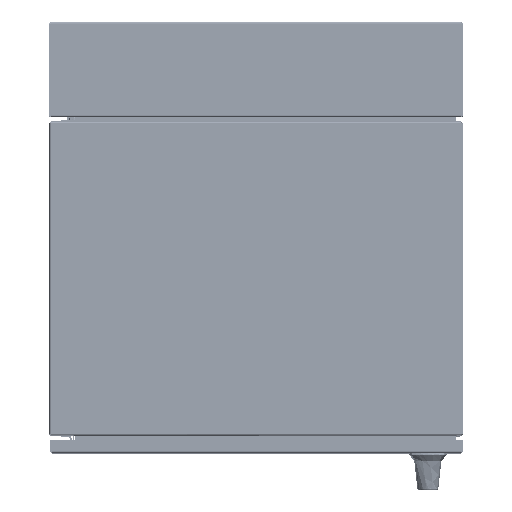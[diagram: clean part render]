
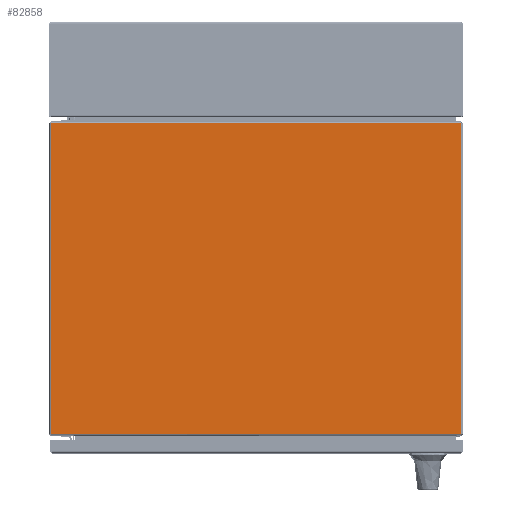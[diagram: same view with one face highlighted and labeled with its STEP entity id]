
A CAD part, top view. The second image highlights one B-rep face of the part: STEP entity #82858.
In plain terms, the highlighted planar face has unit normal (0, 0, 1).
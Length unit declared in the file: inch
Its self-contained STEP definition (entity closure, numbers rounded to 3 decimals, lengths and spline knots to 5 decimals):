
#4679 = DIRECTION ( 'NONE',  ( 1., 0., 0. ) ) ;
#14558 = ORIENTED_EDGE ( 'NONE', *, *, #100796, .T. ) ;
#16523 = CARTESIAN_POINT ( 'NONE',  ( -11.8925, -5.8815, 10. ) ) ;
#17150 = PLANE ( 'NONE',  #76894 ) ;
#17158 = VERTEX_POINT ( 'NONE', #60194 ) ;
#23198 = VERTEX_POINT ( 'NONE', #16523 ) ;
#25219 = VECTOR ( 'NONE', #98054, 39.37008 ) ;
#28955 = CARTESIAN_POINT ( 'NONE',  ( -12.0005, -23.8985, 10. ) ) ;
#38724 = VERTEX_POINT ( 'NONE', #53817 ) ;
#41288 = EDGE_CURVE ( 'NONE', #38724, #17158, #123213, .T. ) ;
#48339 = CARTESIAN_POINT ( 'NONE',  ( 11.9275, -5.8815, 10. ) ) ;
#49422 = DIRECTION ( 'NONE',  ( 1., 0., 0. ) ) ;
#50187 = LINE ( 'NONE', #84213, #67644 ) ;
#53817 = CARTESIAN_POINT ( 'NONE',  ( -11.8925, -23.8985, 10. ) ) ;
#57559 = VECTOR ( 'NONE', #49422, 39.37008 ) ;
#58124 = DIRECTION ( 'NONE',  ( 0., 0., 1. ) ) ;
#60194 = CARTESIAN_POINT ( 'NONE',  ( 11.9275, -23.8985, 10. ) ) ;
#67644 = VECTOR ( 'NONE', #89856, 39.37008 ) ;
#68001 = LINE ( 'NONE', #130876, #25219 ) ;
#76866 = ORIENTED_EDGE ( 'NONE', *, *, #41288, .T. ) ;
#76894 = AXIS2_PLACEMENT_3D ( 'NONE', #130585, #58124, #99785 ) ;
#79990 = FACE_OUTER_BOUND ( 'NONE', #102862, .T. ) ;
#82858 = ADVANCED_FACE ( 'NONE', ( #79990 ), #17150, .T. ) ;
#84213 = CARTESIAN_POINT ( 'NONE',  ( 11.9275, -23.9345, 10. ) ) ;
#87211 = EDGE_CURVE ( 'NONE', #23198, #38724, #68001, .T. ) ;
#88704 = LINE ( 'NONE', #48339, #114221 ) ;
#89856 = DIRECTION ( 'NONE',  ( 0., 1., 0. ) ) ;
#98054 = DIRECTION ( 'NONE',  ( 0., -1., 0. ) ) ;
#99785 = DIRECTION ( 'NONE',  ( 1., 0., 0. ) ) ;
#100796 = EDGE_CURVE ( 'NONE', #17158, #117193, #50187, .T. ) ;
#102862 = EDGE_LOOP ( 'NONE', ( #76866, #14558, #114567, #103139 ) ) ;
#103139 = ORIENTED_EDGE ( 'NONE', *, *, #87211, .T. ) ;
#105079 = CARTESIAN_POINT ( 'NONE',  ( 11.9275, -5.8815, 10. ) ) ;
#111550 = EDGE_CURVE ( 'NONE', #23198, #117193, #88704, .T. ) ;
#114221 = VECTOR ( 'NONE', #4679, 39.37008 ) ;
#114567 = ORIENTED_EDGE ( 'NONE', *, *, #111550, .F. ) ;
#117193 = VERTEX_POINT ( 'NONE', #105079 ) ;
#123213 = LINE ( 'NONE', #28955, #57559 ) ;
#130585 = CARTESIAN_POINT ( 'NONE',  ( -12.0005, -14.89, 10. ) ) ;
#130876 = CARTESIAN_POINT ( 'NONE',  ( -11.8925, -14.89, 10. ) ) ;
